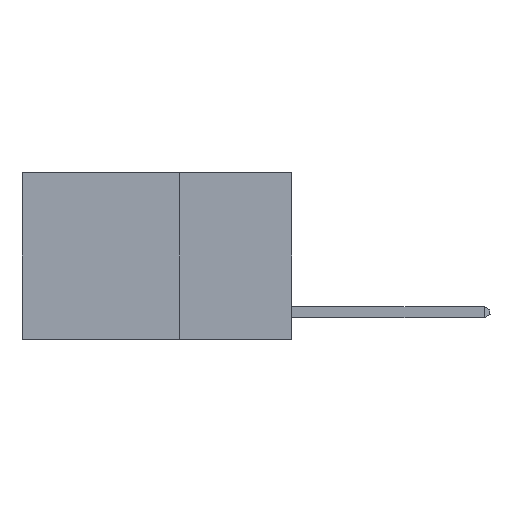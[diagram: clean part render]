
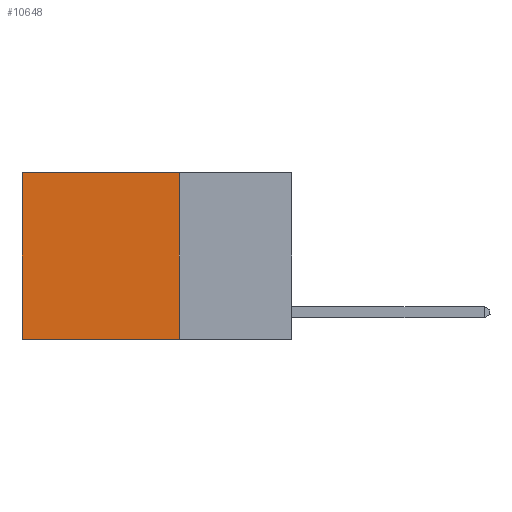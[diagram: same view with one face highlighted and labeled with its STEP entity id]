
A CAD part, left-side view. The second image highlights one B-rep face of the part: STEP entity #10648.
In plain terms, the highlighted planar face has unit normal (-1, 0, 0).
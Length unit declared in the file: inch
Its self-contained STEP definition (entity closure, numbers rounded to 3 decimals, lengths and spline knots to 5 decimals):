
#328 = VECTOR ( 'NONE', #15105, 39.37008 ) ;
#1584 = CARTESIAN_POINT ( 'NONE',  ( 0.2625, 0.6, -0.37 ) ) ;
#2411 = EDGE_CURVE ( 'NONE', #12537, #16275, #18807, .T. ) ;
#2847 = CARTESIAN_POINT ( 'NONE',  ( 0.2625, 0.25, -0.37 ) ) ;
#3179 = EDGE_CURVE ( 'NONE', #12225, #12537, #6094, .T. ) ;
#3586 = CARTESIAN_POINT ( 'NONE',  ( 0.2625, 0.25, 0. ) ) ;
#4195 = DIRECTION ( 'NONE',  ( 0., 0., -1. ) ) ;
#5019 = AXIS2_PLACEMENT_3D ( 'NONE', #17579, #15846, #19119 ) ;
#6094 = LINE ( 'NONE', #8873, #328 ) ;
#6441 = FACE_OUTER_BOUND ( 'NONE', #10183, .T. ) ;
#6750 = VECTOR ( 'NONE', #8087, 39.37008 ) ;
#7552 = CARTESIAN_POINT ( 'NONE',  ( 0.2625, 0.6, 0. ) ) ;
#8087 = DIRECTION ( 'NONE',  ( 0., 1., 0. ) ) ;
#8147 = VECTOR ( 'NONE', #11350, 39.37008 ) ;
#8291 = CARTESIAN_POINT ( 'NONE',  ( 0.2625, 0.25, -0.37 ) ) ;
#8873 = CARTESIAN_POINT ( 'NONE',  ( 0.2625, 0.25, 0. ) ) ;
#10183 = EDGE_LOOP ( 'NONE', ( #17728, #17276, #10421, #17779 ) ) ;
#10222 = CARTESIAN_POINT ( 'NONE',  ( 0.2625, 0.6, 0. ) ) ;
#10421 = ORIENTED_EDGE ( 'NONE', *, *, #3179, .F. ) ;
#10648 = ADVANCED_FACE ( 'NONE', ( #6441 ), #11143, .F. ) ;
#10952 = VECTOR ( 'NONE', #4195, 39.37008 ) ;
#11143 = PLANE ( 'NONE',  #5019 ) ;
#11350 = DIRECTION ( 'NONE',  ( 0., 1., 0. ) ) ;
#11461 = LINE ( 'NONE', #3586, #6750 ) ;
#12225 = VERTEX_POINT ( 'NONE', #13800 ) ;
#12537 = VERTEX_POINT ( 'NONE', #2847 ) ;
#13131 = VERTEX_POINT ( 'NONE', #10222 ) ;
#13800 = CARTESIAN_POINT ( 'NONE',  ( 0.2625, 0.25, 0. ) ) ;
#13805 = EDGE_CURVE ( 'NONE', #12225, #13131, #11461, .T. ) ;
#15105 = DIRECTION ( 'NONE',  ( 0., 0., -1. ) ) ;
#15846 = DIRECTION ( 'NONE',  ( 1., 0., 0. ) ) ;
#16275 = VERTEX_POINT ( 'NONE', #1584 ) ;
#17241 = EDGE_CURVE ( 'NONE', #13131, #16275, #20015, .T. ) ;
#17276 = ORIENTED_EDGE ( 'NONE', *, *, #2411, .F. ) ;
#17579 = CARTESIAN_POINT ( 'NONE',  ( 0.2625, 0.25, 0. ) ) ;
#17728 = ORIENTED_EDGE ( 'NONE', *, *, #17241, .T. ) ;
#17779 = ORIENTED_EDGE ( 'NONE', *, *, #13805, .T. ) ;
#18807 = LINE ( 'NONE', #8291, #8147 ) ;
#19119 = DIRECTION ( 'NONE',  ( 0., 0., -1. ) ) ;
#20015 = LINE ( 'NONE', #7552, #10952 ) ;
